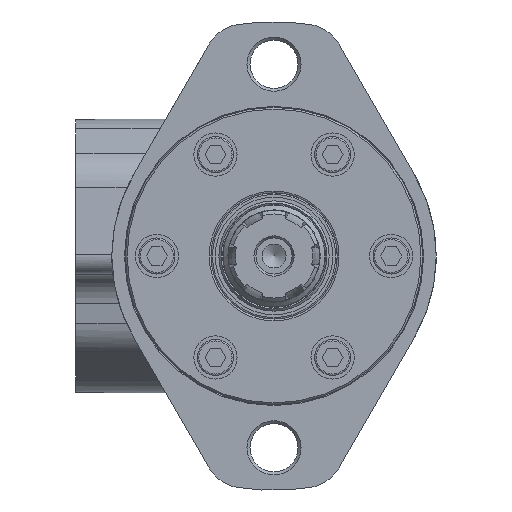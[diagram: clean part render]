
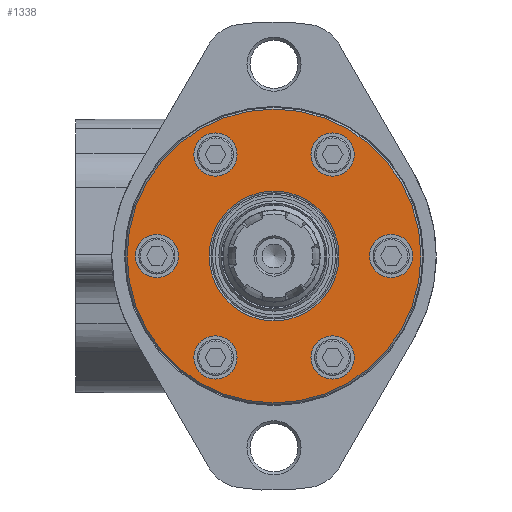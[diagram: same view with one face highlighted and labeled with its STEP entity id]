
A CAD part, left-side view. The second image highlights one B-rep face of the part: STEP entity #1338.
In plain terms, the highlighted planar face has unit normal (-1, 0, 0).
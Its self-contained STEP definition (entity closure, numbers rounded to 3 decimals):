
#1338 = ADVANCED_FACE( '', ( #2760, #2761, #2762, #2763, #2764, #2765, #2766, #2767 ), #2768, .F. );
#2760 = FACE_OUTER_BOUND( '', #4189, .T. );
#2761 = FACE_BOUND( '', #4190, .T. );
#2762 = FACE_BOUND( '', #4191, .T. );
#2763 = FACE_BOUND( '', #4192, .T. );
#2764 = FACE_BOUND( '', #4193, .T. );
#2765 = FACE_BOUND( '', #4194, .T. );
#2766 = FACE_BOUND( '', #4195, .T. );
#2767 = FACE_BOUND( '', #4196, .T. );
#2768 = PLANE( '', #4197 );
#4189 = EDGE_LOOP( '', ( #7433 ) );
#4190 = EDGE_LOOP( '', ( #7434 ) );
#4191 = EDGE_LOOP( '', ( #7435 ) );
#4192 = EDGE_LOOP( '', ( #7436 ) );
#4193 = EDGE_LOOP( '', ( #7437 ) );
#4194 = EDGE_LOOP( '', ( #7438 ) );
#4195 = EDGE_LOOP( '', ( #7439 ) );
#4196 = EDGE_LOOP( '', ( #7440 ) );
#4197 = AXIS2_PLACEMENT_3D( '', #7441, #7442, #7443 );
#7433 = ORIENTED_EDGE( '', *, *, #8360, .F. );
#7434 = ORIENTED_EDGE( '', *, *, #8306, .F. );
#7435 = ORIENTED_EDGE( '', *, *, #8340, .T. );
#7436 = ORIENTED_EDGE( '', *, *, #8536, .T. );
#7437 = ORIENTED_EDGE( '', *, *, #8830, .T. );
#7438 = ORIENTED_EDGE( '', *, *, #7773, .T. );
#7439 = ORIENTED_EDGE( '', *, *, #8702, .T. );
#7440 = ORIENTED_EDGE( '', *, *, #7719, .T. );
#7441 = CARTESIAN_POINT( '', ( 0., 0., 0. ) );
#7442 = DIRECTION( '', ( 1., 0., 0. ) );
#7443 = DIRECTION( '', ( 0., 0., -1. ) );
#7719 = EDGE_CURVE( '', #9006, #9006, #9007, .T. );
#7773 = EDGE_CURVE( '', #9101, #9101, #9102, .T. );
#8306 = EDGE_CURVE( '', #9974, #9974, #9975, .F. );
#8340 = EDGE_CURVE( '', #10027, #10027, #10028, .T. );
#8360 = EDGE_CURVE( '', #10056, #10056, #10057, .T. );
#8536 = EDGE_CURVE( '', #10301, #10301, #10302, .T. );
#8702 = EDGE_CURVE( '', #10516, #10516, #10517, .T. );
#8830 = EDGE_CURVE( '', #10675, #10675, #10676, .T. );
#9006 = VERTEX_POINT( '', #10862 );
#9007 = CIRCLE( '', #10863, 18. );
#9101 = VERTEX_POINT( '', #11031 );
#9102 = CIRCLE( '', #11032, 6. );
#9974 = VERTEX_POINT( '', #12739 );
#9975 = CIRCLE( '', #12740, 6. );
#10027 = VERTEX_POINT( '', #12818 );
#10028 = CIRCLE( '', #12819, 6. );
#10056 = VERTEX_POINT( '', #12866 );
#10057 = CIRCLE( '', #12867, 40.75 );
#10301 = VERTEX_POINT( '', #13425 );
#10302 = CIRCLE( '', #13426, 6. );
#10516 = VERTEX_POINT( '', #13826 );
#10517 = CIRCLE( '', #13827, 6. );
#10675 = VERTEX_POINT( '', #14169 );
#10676 = CIRCLE( '', #14170, 6. );
#10862 = CARTESIAN_POINT( '', ( 0., 0., -18. ) );
#10863 = AXIS2_PLACEMENT_3D( '', #14435, #14436, #14437 );
#11031 = CARTESIAN_POINT( '', ( 0., -16.25, 22.146 ) );
#11032 = AXIS2_PLACEMENT_3D( '', #14491, #14492, #14493 );
#12739 = CARTESIAN_POINT( '', ( 0., 32.5, -6. ) );
#12740 = AXIS2_PLACEMENT_3D( '', #15108, #15109, #15110 );
#12818 = CARTESIAN_POINT( '', ( 0., 16.25, -34.146 ) );
#12819 = AXIS2_PLACEMENT_3D( '', #15154, #15155, #15156 );
#12866 = CARTESIAN_POINT( '', ( 0., 0., -40.75 ) );
#12867 = AXIS2_PLACEMENT_3D( '', #15172, #15173, #15174 );
#13425 = CARTESIAN_POINT( '', ( 0., -16.25, -34.146 ) );
#13426 = AXIS2_PLACEMENT_3D( '', #15376, #15377, #15378 );
#13826 = CARTESIAN_POINT( '', ( 0., 16.25, 22.146 ) );
#13827 = AXIS2_PLACEMENT_3D( '', #15548, #15549, #15550 );
#14169 = CARTESIAN_POINT( '', ( 0., -32.5, -6. ) );
#14170 = AXIS2_PLACEMENT_3D( '', #15679, #15680, #15681 );
#14435 = CARTESIAN_POINT( '', ( 0., 0., 0. ) );
#14436 = DIRECTION( '', ( 1., 0., 0. ) );
#14437 = DIRECTION( '', ( 0., 0., -1. ) );
#14491 = CARTESIAN_POINT( '', ( 0., -16.25, 28.146 ) );
#14492 = DIRECTION( '', ( 1., 0., 0. ) );
#14493 = DIRECTION( '', ( 0., 0., -1. ) );
#15108 = CARTESIAN_POINT( '', ( 0., 32.5, 0. ) );
#15109 = DIRECTION( '', ( 1., 0., 0. ) );
#15110 = DIRECTION( '', ( 0., 0., -1. ) );
#15154 = CARTESIAN_POINT( '', ( 0., 16.25, -28.146 ) );
#15155 = DIRECTION( '', ( 1., 0., 0. ) );
#15156 = DIRECTION( '', ( 0., 0., -1. ) );
#15172 = CARTESIAN_POINT( '', ( 0., 0., 0. ) );
#15173 = DIRECTION( '', ( 1., 0., 0. ) );
#15174 = DIRECTION( '', ( 0., 0., -1. ) );
#15376 = CARTESIAN_POINT( '', ( 0., -16.25, -28.146 ) );
#15377 = DIRECTION( '', ( 1., 0., 0. ) );
#15378 = DIRECTION( '', ( 0., 0., -1. ) );
#15548 = CARTESIAN_POINT( '', ( 0., 16.25, 28.146 ) );
#15549 = DIRECTION( '', ( 1., 0., 0. ) );
#15550 = DIRECTION( '', ( 0., 0., -1. ) );
#15679 = CARTESIAN_POINT( '', ( 0., -32.5, 0. ) );
#15680 = DIRECTION( '', ( 1., 0., 0. ) );
#15681 = DIRECTION( '', ( 0., 0., -1. ) );
